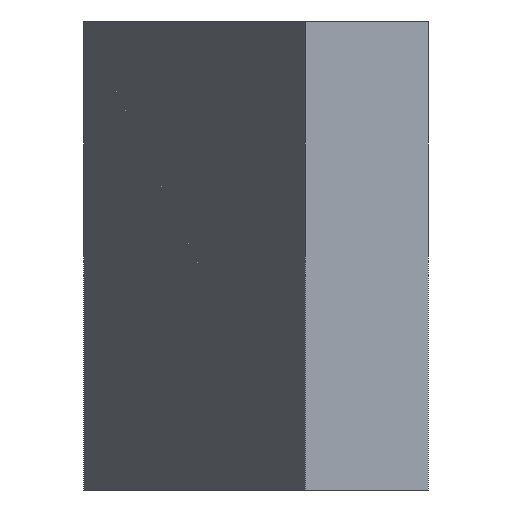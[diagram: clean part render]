
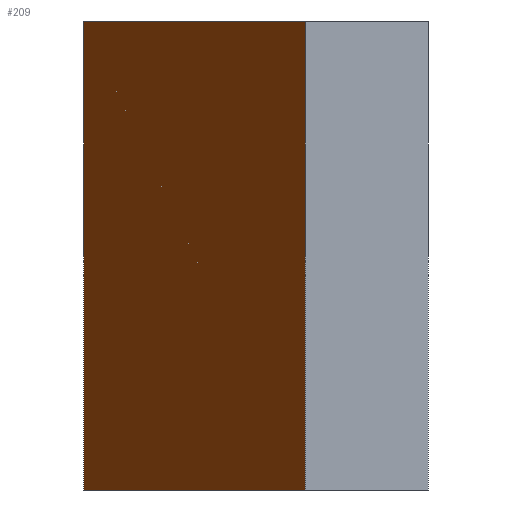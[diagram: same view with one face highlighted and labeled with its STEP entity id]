
A CAD part, left-side view. The second image highlights one B-rep face of the part: STEP entity #209.
In plain terms, the highlighted planar face has unit normal (-0.5, 0.866, 0).
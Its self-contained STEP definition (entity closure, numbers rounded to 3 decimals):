
#20=FACE_OUTER_BOUND('',#31,.T.);
#31=EDGE_LOOP('',(#159,#160,#161,#162));
#53=LINE('',#337,#80);
#55=LINE('',#341,#82);
#56=LINE('',#343,#83);
#57=LINE('',#344,#84);
#80=VECTOR('',#279,10.);
#82=VECTOR('',#283,10.);
#83=VECTOR('',#284,10.);
#84=VECTOR('',#285,10.);
#102=VERTEX_POINT('',#334);
#103=VERTEX_POINT('',#336);
#104=VERTEX_POINT('',#340);
#105=VERTEX_POINT('',#342);
#125=EDGE_CURVE('',#103,#102,#53,.T.);
#127=EDGE_CURVE('',#102,#104,#55,.T.);
#128=EDGE_CURVE('',#105,#104,#56,.T.);
#129=EDGE_CURVE('',#105,#103,#57,.T.);
#159=ORIENTED_EDGE('',*,*,#127,.T.);
#160=ORIENTED_EDGE('',*,*,#128,.F.);
#161=ORIENTED_EDGE('',*,*,#129,.T.);
#162=ORIENTED_EDGE('',*,*,#125,.T.);
#195=PLANE('',#243);
#209=ADVANCED_FACE('',(#20),#195,.T.);
#243=AXIS2_PLACEMENT_3D('',#339,#281,#282);
#279=DIRECTION('',(0.,0.,1.));
#281=DIRECTION('center_axis',(-0.5,0.866,0.));
#282=DIRECTION('ref_axis',(0.,0.,1.));
#283=DIRECTION('',(0.866,0.5,0.));
#284=DIRECTION('',(0.,0.,1.));
#285=DIRECTION('',(-0.866,-0.5,0.));
#334=CARTESIAN_POINT('',(-15.,2.5,9.5));
#336=CARTESIAN_POINT('',(-15.,2.5,0.));
#337=CARTESIAN_POINT('',(-15.,2.5,0.));
#339=CARTESIAN_POINT('Origin',(-15.,2.5,0.));
#340=CARTESIAN_POINT('',(-7.206,7.,9.5));
#341=CARTESIAN_POINT('',(-7.206,7.,9.5));
#342=CARTESIAN_POINT('',(-7.206,7.,0.));
#343=CARTESIAN_POINT('',(-7.206,7.,0.));
#344=CARTESIAN_POINT('',(-7.206,7.,0.));
